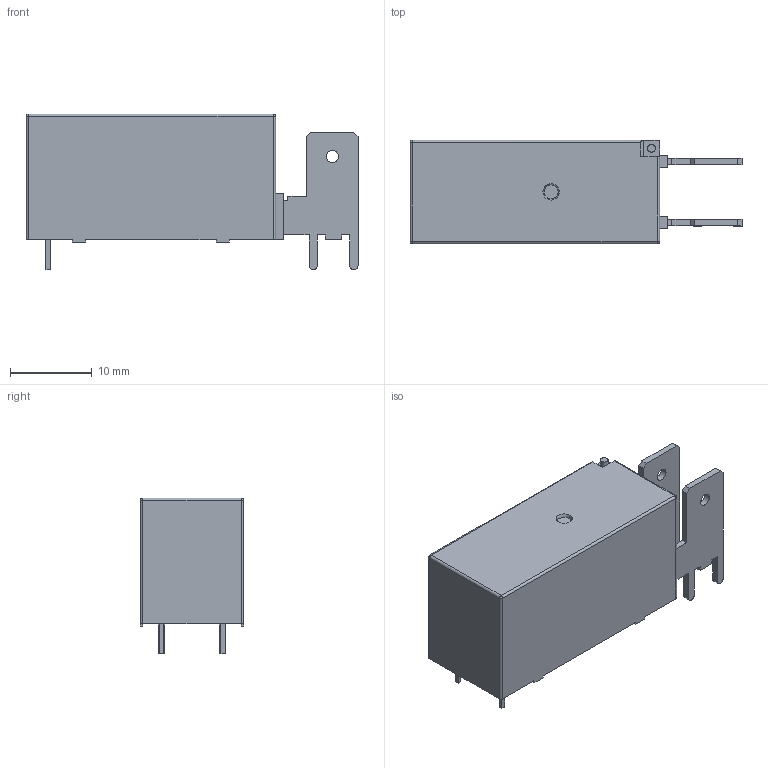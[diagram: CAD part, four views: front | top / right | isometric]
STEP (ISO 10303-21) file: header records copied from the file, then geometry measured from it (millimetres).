
FILE_DESCRIPTION (( 'STEP AP214' ), '1' );
FILE_NAME ('RELAY-TH_881WP2-1BC-F-C-M06-9VDC.step', '2022-07-09T12:55:01', ( '' ), ( '' ), 'SwSTEP 2.0', 'SolidWorks 2020', '' );
FILE_SCHEMA (( 'AUTOMOTIVE_DESIGN' ));
Length unit declared in the file: millimetre
Products named in the file (1): RELAY-TH_881WP2-1BC-F-C-M06-9VDC
Bounding box: 40.7 x 12.71 x 19.1 mm (x, y, z)
Volume: 6048.2 mm3; surface area: 2662.3 mm2
Topology: 1 solids, 1 shells, 398 faces, 1085 edges, 718 vertices
Faces by surface type: plane 259, bspline 112, cylinder 20, cone 4, sphere 3
Entity records: 18045 total; most frequent: CARTESIAN_POINT 4306, ORIENTED_EDGE 2164, DIRECTION 1474, EDGE_CURVE 1082, VECTOR 806, LINE 806, VERTEX_POINT 718, EDGE_LOOP 434
